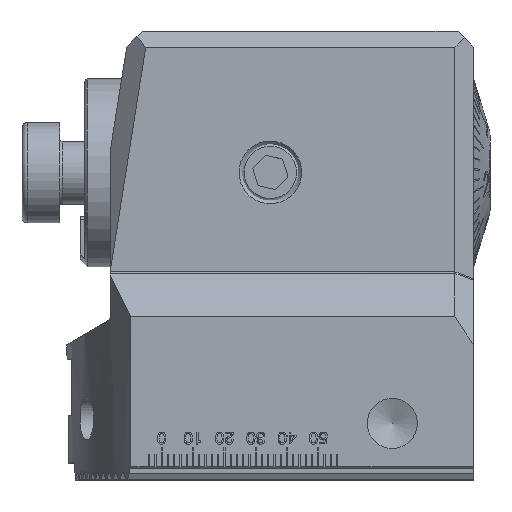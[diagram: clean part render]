
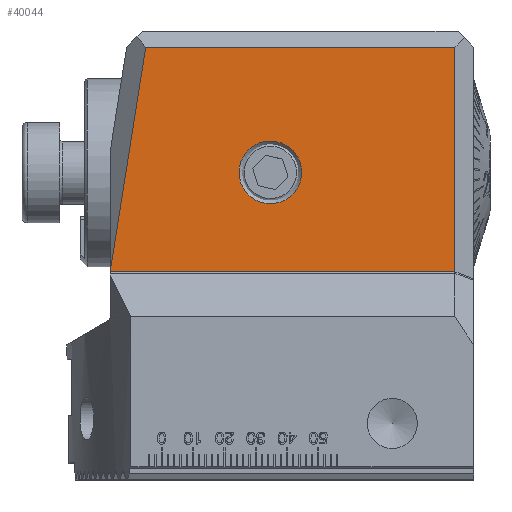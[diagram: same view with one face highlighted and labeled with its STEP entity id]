
A CAD part, top view. The second image highlights one B-rep face of the part: STEP entity #40044.
In plain terms, the highlighted planar face has unit normal (0, 0, 1).
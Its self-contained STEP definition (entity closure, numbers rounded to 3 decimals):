
#38 = CARTESIAN_POINT ( 'NONE',  ( 22.141, -6.42, 29. ) ) ;
#526 = ORIENTED_EDGE ( 'NONE', *, *, #13385, .F. ) ;
#1088 = ORIENTED_EDGE ( 'NONE', *, *, #18578, .T. ) ;
#1301 = ORIENTED_EDGE ( 'NONE', *, *, #32563, .F. ) ;
#2937 = CARTESIAN_POINT ( 'NONE',  ( 16.5, -42.235, 29. ) ) ;
#3245 = DIRECTION ( 'NONE',  ( 0., -1., 0. ) ) ;
#4261 = VECTOR ( 'NONE', #17074, 1000. ) ;
#4487 = VERTEX_POINT ( 'NONE', #34770 ) ;
#6054 = LINE ( 'NONE', #45095, #8905 ) ;
#6262 = VERTEX_POINT ( 'NONE', #35461 ) ;
#8747 = DIRECTION ( 'NONE',  ( 0., -1., 0. ) ) ;
#8905 = VECTOR ( 'NONE', #8747, 1000. ) ;
#9095 = VERTEX_POINT ( 'NONE', #38 ) ;
#9161 = CARTESIAN_POINT ( 'NONE',  ( 71.5, -6.42, 29. ) ) ;
#9207 = VECTOR ( 'NONE', #9590, 1000. ) ;
#9590 = DIRECTION ( 'NONE',  ( 0., 1., 0. ) ) ;
#9800 = DIRECTION ( 'NONE',  ( -0.156, -0.988, 0. ) ) ;
#11254 = ORIENTED_EDGE ( 'NONE', *, *, #43963, .T. ) ;
#11631 = CIRCLE ( 'NONE', #32150, 5. ) ;
#12242 = CARTESIAN_POINT ( 'NONE',  ( 16.5, -42.039, 29. ) ) ;
#13385 = EDGE_CURVE ( 'NONE', #4487, #4487, #11631, .T. ) ;
#13888 = LINE ( 'NONE', #24325, #4261 ) ;
#14147 = EDGE_LOOP ( 'NONE', ( #526 ) ) ;
#14328 = CARTESIAN_POINT ( 'NONE',  ( 42.04, -26.42, 29. ) ) ;
#14394 = PLANE ( 'NONE',  #22525 ) ;
#14549 = LINE ( 'NONE', #23445, #38837 ) ;
#17074 = DIRECTION ( 'NONE',  ( 1., 0., 0. ) ) ;
#17343 = DIRECTION ( 'NONE',  ( 0., 0., 1. ) ) ;
#17817 = FACE_BOUND ( 'NONE', #14147, .T. ) ;
#17845 = ORIENTED_EDGE ( 'NONE', *, *, #25955, .F. ) ;
#18349 = VERTEX_POINT ( 'NONE', #12242 ) ;
#18578 = EDGE_CURVE ( 'NONE', #9095, #18349, #14549, .T. ) ;
#19529 = CARTESIAN_POINT ( 'NONE',  ( -0.001, -42.235, 29. ) ) ;
#21210 = VECTOR ( 'NONE', #44948, 1000. ) ;
#22525 = AXIS2_PLACEMENT_3D ( 'NONE', #32545, #29430, #40104 ) ;
#23445 = CARTESIAN_POINT ( 'NONE',  ( 19.463, -23.331, 29. ) ) ;
#24325 = CARTESIAN_POINT ( 'NONE',  ( -0.001, -6.42, 29. ) ) ;
#24486 = EDGE_CURVE ( 'NONE', #26652, #6262, #6054, .T. ) ;
#25955 = EDGE_CURVE ( 'NONE', #9095, #26652, #13888, .T. ) ;
#26652 = VERTEX_POINT ( 'NONE', #9161 ) ;
#27178 = EDGE_LOOP ( 'NONE', ( #40702, #17845, #1088, #1301, #11254 ) ) ;
#27456 = FACE_OUTER_BOUND ( 'NONE', #27178, .T. ) ;
#29430 = DIRECTION ( 'NONE',  ( 0., 0., 1. ) ) ;
#29726 = LINE ( 'NONE', #19529, #21210 ) ;
#32150 = AXIS2_PLACEMENT_3D ( 'NONE', #14328, #17343, #3245 ) ;
#32545 = CARTESIAN_POINT ( 'NONE',  ( -0.001, -6.42, 29. ) ) ;
#32563 = EDGE_CURVE ( 'NONE', #39207, #18349, #44849, .T. ) ;
#34430 = CARTESIAN_POINT ( 'NONE',  ( 16.5, -6.42, 29. ) ) ;
#34770 = CARTESIAN_POINT ( 'NONE',  ( 42.04, -31.42, 29. ) ) ;
#35461 = CARTESIAN_POINT ( 'NONE',  ( 71.5, -42.235, 29. ) ) ;
#38837 = VECTOR ( 'NONE', #9800, 1000. ) ;
#39207 = VERTEX_POINT ( 'NONE', #2937 ) ;
#40044 = ADVANCED_FACE ( 'NONE', ( #27456, #17817 ), #14394, .T. ) ;
#40104 = DIRECTION ( 'NONE',  ( 0., -1., 0. ) ) ;
#40702 = ORIENTED_EDGE ( 'NONE', *, *, #24486, .F. ) ;
#43963 = EDGE_CURVE ( 'NONE', #39207, #6262, #29726, .T. ) ;
#44849 = LINE ( 'NONE', #34430, #9207 ) ;
#44948 = DIRECTION ( 'NONE',  ( 1., 0., 0. ) ) ;
#45095 = CARTESIAN_POINT ( 'NONE',  ( 71.5, -6.42, 29. ) ) ;
